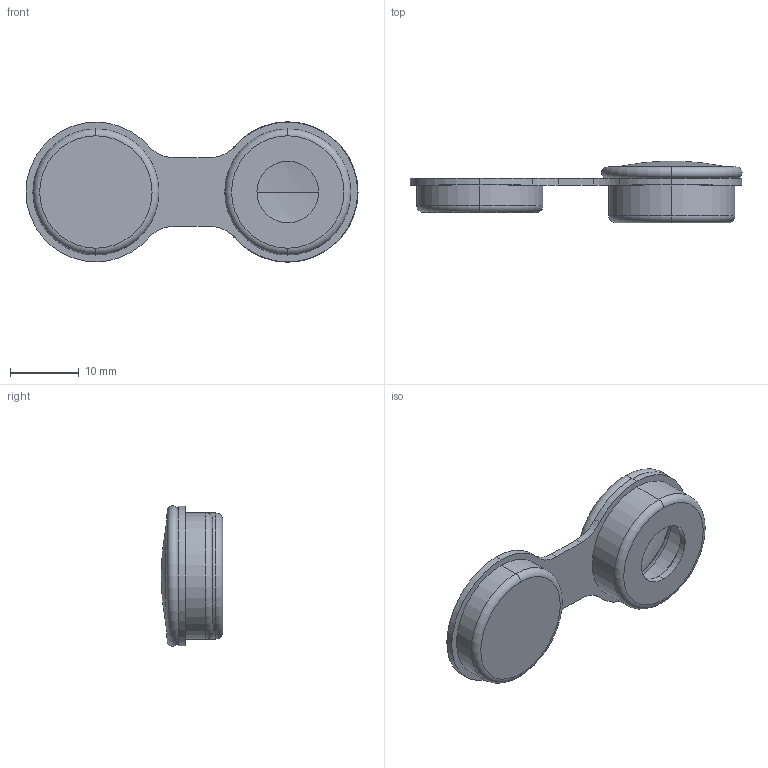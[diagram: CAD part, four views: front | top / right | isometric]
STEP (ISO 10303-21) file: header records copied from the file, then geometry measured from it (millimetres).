
FILE_DESCRIPTION (( 'STEP AP214' ), '1' );
FILE_NAME ('àðò. KRT312.STEP', '2014-07-18T11:04:48', ( '' ), ( '' ), 'SwSTEP 2.0', 'SolidWorks 2014', '' );
FILE_SCHEMA (( 'AUTOMOTIVE_DESIGN' ));
Length unit declared in the file: millimetre
Products named in the file (3): àðò. KRT312.001; àðò. KRT312; àðò. KRT311.002
Assembly tree (2 placements, depth 2):
  àðò. KRT312
    àðò. KRT312.001
    àðò. KRT311.002
Bounding box: 48.45 x 9 x 20.5 mm (x, y, z)
Volume: 1456.6 mm3; surface area: 3706.2 mm2
Topology: 2 solids, 2 shells, 61 faces, 134 edges, 86 vertices
Faces by surface type: cylinder 24, torus 20, plane 13, sphere 4
Entity records: 1846 total; most frequent: DIRECTION 370, CARTESIAN_POINT 286, ORIENTED_EDGE 268, AXIS2_PLACEMENT_3D 170, EDGE_CURVE 134, CIRCLE 104, VERTEX_POINT 86, EDGE_LOOP 72
